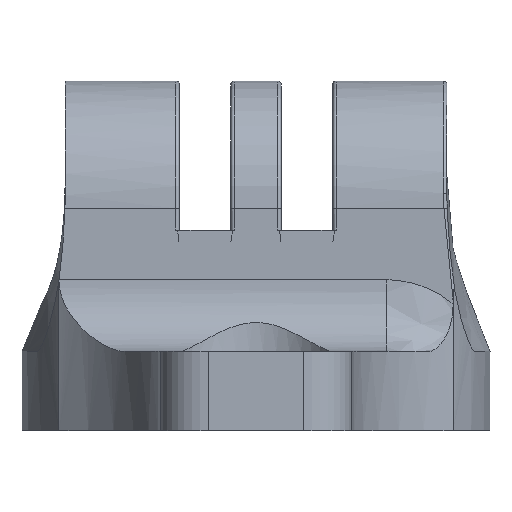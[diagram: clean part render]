
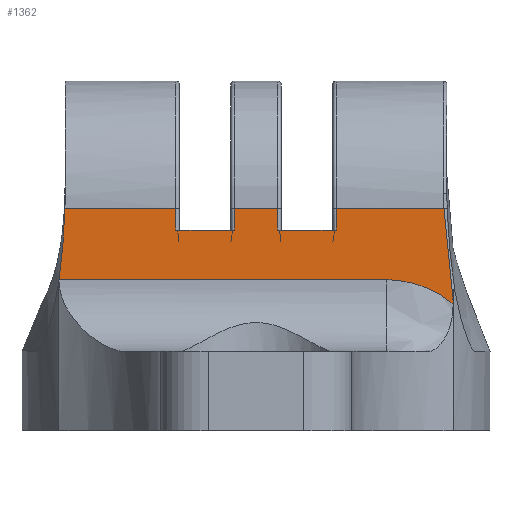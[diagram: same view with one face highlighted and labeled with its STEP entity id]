
A CAD part, left-side view. The second image highlights one B-rep face of the part: STEP entity #1362.
In plain terms, the highlighted planar face has unit normal (-1, 0, 0).
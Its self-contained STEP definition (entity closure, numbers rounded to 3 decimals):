
#38=PLANE('',#1449);
#94=FACE_OUTER_BOUND('',#173,.T.);
#173=EDGE_LOOP('',(#967,#968,#969,#970,#971,#972,#973,#974,#975,#976,#977,
#978,#979,#980));
#323=LINE('',#2215,#411);
#326=LINE('',#2340,#414);
#327=LINE('',#2347,#415);
#328=LINE('',#2349,#416);
#329=LINE('',#2351,#417);
#330=LINE('',#2353,#418);
#331=LINE('',#2355,#419);
#332=LINE('',#2357,#420);
#333=LINE('',#2359,#421);
#334=LINE('',#2361,#422);
#335=LINE('',#2363,#423);
#411=VECTOR('',#1600,10.);
#414=VECTOR('',#1611,10.);
#415=VECTOR('',#1612,10.);
#416=VECTOR('',#1613,10.);
#417=VECTOR('',#1614,10.);
#418=VECTOR('',#1615,10.);
#419=VECTOR('',#1616,10.);
#420=VECTOR('',#1617,10.);
#421=VECTOR('',#1618,10.);
#422=VECTOR('',#1619,10.);
#423=VECTOR('',#1620,10.);
#487=B_SPLINE_CURVE_WITH_KNOTS('',3,(#2320,#2321,#2322,#2323,#2324,#2325,
#2326,#2327,#2328,#2329,#2330),.UNSPECIFIED.,.F.,.F.,(4,1,1,1,1,1,1,1,4),
(-3.54,-3.433,-3.205,-3.177,
-3.148,-3.12,-3.106,-3.099,
-3.092),.UNSPECIFIED.);
#488=B_SPLINE_CURVE_WITH_KNOTS('',3,(#2342,#2343,#2344,#2345),
 .UNSPECIFIED.,.F.,.F.,(4,4),(0.,0.586),.UNSPECIFIED.);
#489=B_SPLINE_CURVE_WITH_KNOTS('',3,(#2364,#2365,#2366,#2367),
 .UNSPECIFIED.,.F.,.F.,(4,4),(0.4,0.676),
 .UNSPECIFIED.);
#579=VERTEX_POINT('',#2212);
#580=VERTEX_POINT('',#2214);
#583=VERTEX_POINT('',#2299);
#586=VERTEX_POINT('',#2339);
#587=VERTEX_POINT('',#2341);
#588=VERTEX_POINT('',#2346);
#589=VERTEX_POINT('',#2348);
#590=VERTEX_POINT('',#2350);
#591=VERTEX_POINT('',#2352);
#592=VERTEX_POINT('',#2354);
#593=VERTEX_POINT('',#2356);
#594=VERTEX_POINT('',#2358);
#595=VERTEX_POINT('',#2360);
#596=VERTEX_POINT('',#2362);
#724=EDGE_CURVE('',#579,#580,#323,.T.);
#728=EDGE_CURVE('',#583,#579,#487,.T.);
#733=EDGE_CURVE('',#586,#583,#326,.F.);
#734=EDGE_CURVE('',#587,#586,#488,.T.);
#735=EDGE_CURVE('',#587,#588,#327,.T.);
#736=EDGE_CURVE('',#589,#588,#328,.T.);
#737=EDGE_CURVE('',#589,#590,#329,.T.);
#738=EDGE_CURVE('',#591,#590,#330,.T.);
#739=EDGE_CURVE('',#591,#592,#331,.T.);
#740=EDGE_CURVE('',#593,#592,#332,.T.);
#741=EDGE_CURVE('',#593,#594,#333,.T.);
#742=EDGE_CURVE('',#595,#594,#334,.T.);
#743=EDGE_CURVE('',#595,#596,#335,.T.);
#744=EDGE_CURVE('',#596,#580,#489,.F.);
#967=ORIENTED_EDGE('',*,*,#728,.F.);
#968=ORIENTED_EDGE('',*,*,#733,.F.);
#969=ORIENTED_EDGE('',*,*,#734,.F.);
#970=ORIENTED_EDGE('',*,*,#735,.T.);
#971=ORIENTED_EDGE('',*,*,#736,.F.);
#972=ORIENTED_EDGE('',*,*,#737,.T.);
#973=ORIENTED_EDGE('',*,*,#738,.F.);
#974=ORIENTED_EDGE('',*,*,#739,.T.);
#975=ORIENTED_EDGE('',*,*,#740,.F.);
#976=ORIENTED_EDGE('',*,*,#741,.T.);
#977=ORIENTED_EDGE('',*,*,#742,.F.);
#978=ORIENTED_EDGE('',*,*,#743,.T.);
#979=ORIENTED_EDGE('',*,*,#744,.T.);
#980=ORIENTED_EDGE('',*,*,#724,.F.);
#1362=ADVANCED_FACE('',(#94),#38,.T.);
#1449=AXIS2_PLACEMENT_3D('',#2338,#1609,#1610);
#1600=DIRECTION('',(0.,1.,0.));
#1609=DIRECTION('center_axis',(-1.,0.,0.));
#1610=DIRECTION('ref_axis',(0.,0.,1.));
#1611=DIRECTION('',(0.,0.,1.));
#1612=DIRECTION('',(0.,1.,0.));
#1613=DIRECTION('',(0.,0.,1.));
#1614=DIRECTION('',(0.,1.,0.));
#1615=DIRECTION('',(0.,0.,-1.));
#1616=DIRECTION('',(0.,1.,0.));
#1617=DIRECTION('',(0.,0.,1.));
#1618=DIRECTION('',(0.,1.,0.));
#1619=DIRECTION('',(0.,0.,-1.));
#1620=DIRECTION('',(0.,1.,0.));
#2212=CARTESIAN_POINT('',(22.137,-8.23,9.5));
#2214=CARTESIAN_POINT('',(22.137,12.381,9.5));
#2215=CARTESIAN_POINT('',(22.137,-0.001,9.5));
#2299=CARTESIAN_POINT('',(22.137,-12.393,7.991));
#2320=CARTESIAN_POINT('Ctrl Pts',(22.137,-12.393,7.991));
#2321=CARTESIAN_POINT('Ctrl Pts',(22.137,-12.117,8.223));
#2322=CARTESIAN_POINT('Ctrl Pts',(22.137,-11.186,8.868));
#2323=CARTESIAN_POINT('Ctrl Pts',(22.137,-10.03,9.293));
#2324=CARTESIAN_POINT('Ctrl Pts',(22.137,-9.085,9.444));
#2325=CARTESIAN_POINT('Ctrl Pts',(22.137,-8.8,9.476));
#2326=CARTESIAN_POINT('Ctrl Pts',(22.137,-8.563,9.492));
#2327=CARTESIAN_POINT('Ctrl Pts',(22.137,-8.396,9.498));
#2328=CARTESIAN_POINT('Ctrl Pts',(22.137,-8.301,9.5));
#2329=CARTESIAN_POINT('Ctrl Pts',(22.137,-8.254,9.5));
#2330=CARTESIAN_POINT('Ctrl Pts',(22.137,-8.23,9.5));
#2338=CARTESIAN_POINT('Origin',(22.137,-0.001,4.));
#2339=CARTESIAN_POINT('',(22.137,-12.393,8.169));
#2340=CARTESIAN_POINT('',(22.137,-12.393,4.));
#2341=CARTESIAN_POINT('',(22.137,-11.813,14.));
#2342=CARTESIAN_POINT('Ctrl Pts',(22.137,-11.813,14.));
#2343=CARTESIAN_POINT('Ctrl Pts',(22.137,-11.866,12.046));
#2344=CARTESIAN_POINT('Ctrl Pts',(22.137,-12.108,10.103));
#2345=CARTESIAN_POINT('Ctrl Pts',(22.137,-12.393,8.169));
#2346=CARTESIAN_POINT('',(22.137,-5.031,14.));
#2347=CARTESIAN_POINT('',(22.137,-0.001,14.));
#2348=CARTESIAN_POINT('',(22.137,-5.031,12.631));
#2349=CARTESIAN_POINT('',(22.137,-5.031,8.95));
#2350=CARTESIAN_POINT('',(22.137,-1.381,12.631));
#2351=CARTESIAN_POINT('',(22.137,-4.831,12.631));
#2352=CARTESIAN_POINT('',(22.137,-1.381,14.));
#2353=CARTESIAN_POINT('',(22.137,-1.381,5.));
#2354=CARTESIAN_POINT('',(22.137,1.379,14.));
#2355=CARTESIAN_POINT('',(22.137,-0.001,14.));
#2356=CARTESIAN_POINT('',(22.137,1.379,12.631));
#2357=CARTESIAN_POINT('',(22.137,1.379,13.));
#2358=CARTESIAN_POINT('',(22.137,5.029,12.631));
#2359=CARTESIAN_POINT('',(22.137,-4.831,12.631));
#2360=CARTESIAN_POINT('',(22.137,5.029,14.));
#2361=CARTESIAN_POINT('',(22.137,5.029,5.));
#2362=CARTESIAN_POINT('',(22.137,12.009,14.));
#2363=CARTESIAN_POINT('',(22.137,-0.001,14.));
#2364=CARTESIAN_POINT('Ctrl Pts',(22.137,12.381,9.5));
#2365=CARTESIAN_POINT('Ctrl Pts',(22.137,12.21,10.812));
#2366=CARTESIAN_POINT('Ctrl Pts',(22.137,12.049,12.321));
#2367=CARTESIAN_POINT('Ctrl Pts',(22.137,12.009,14.));
